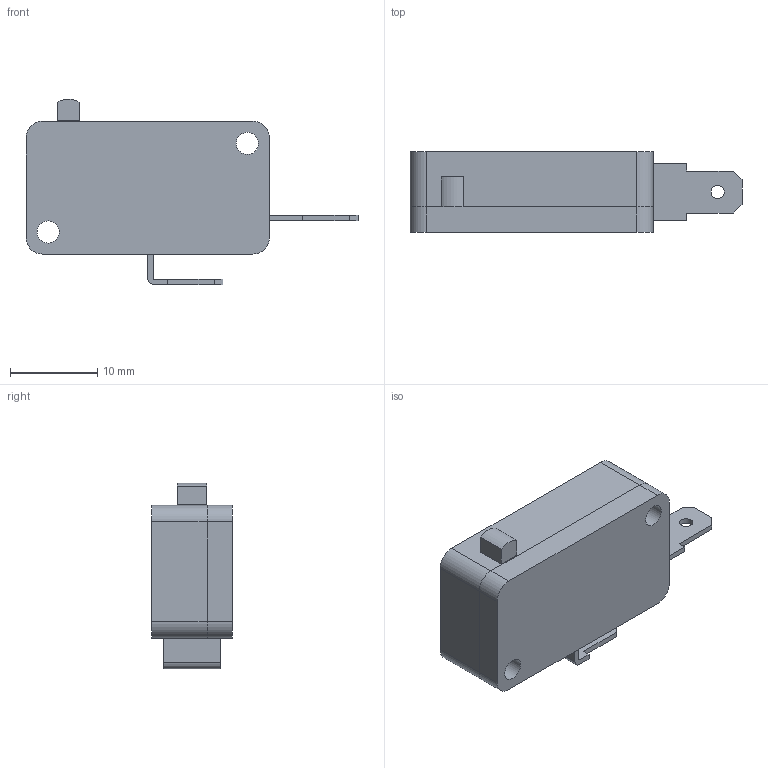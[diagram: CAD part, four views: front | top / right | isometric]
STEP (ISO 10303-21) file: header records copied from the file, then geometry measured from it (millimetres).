
FILE_DESCRIPTION(('FreeCAD Model'),'2;1');
FILE_NAME('SPST Microswitch.step', '2021-01-08T12:15:48',('Author'),(''), 'Open CASCADE STEP processor 7.3','FreeCAD','Unknown');
FILE_SCHEMA(('AUTOMOTIVE_DESIGN { 1 0 10303 214 1 1 1 1 }'));
Length unit declared in the file: millimetre
Products named in the file (1): Switch
Bounding box: 38.1 x 9.25 x 21.31 mm (x, y, z)
Volume: 3907.1 mm3; surface area: 2044.5 mm2
Topology: 2 solids, 2 shells, 56 faces, 146 edges, 94 vertices
Faces by surface type: plane 39, cylinder 17
Full cylindrical faces by diameter (mm): 1.524 x2, 2.54 x4
Entity records: 3993 total; most frequent: CARTESIAN_POINT 759, DIRECTION 490, LINE 314, VECTOR 314, ORIENTED_EDGE 292, PCURVE 292, DEFINITIONAL_REPRESENTATION 292, EDGE_CURVE 146
